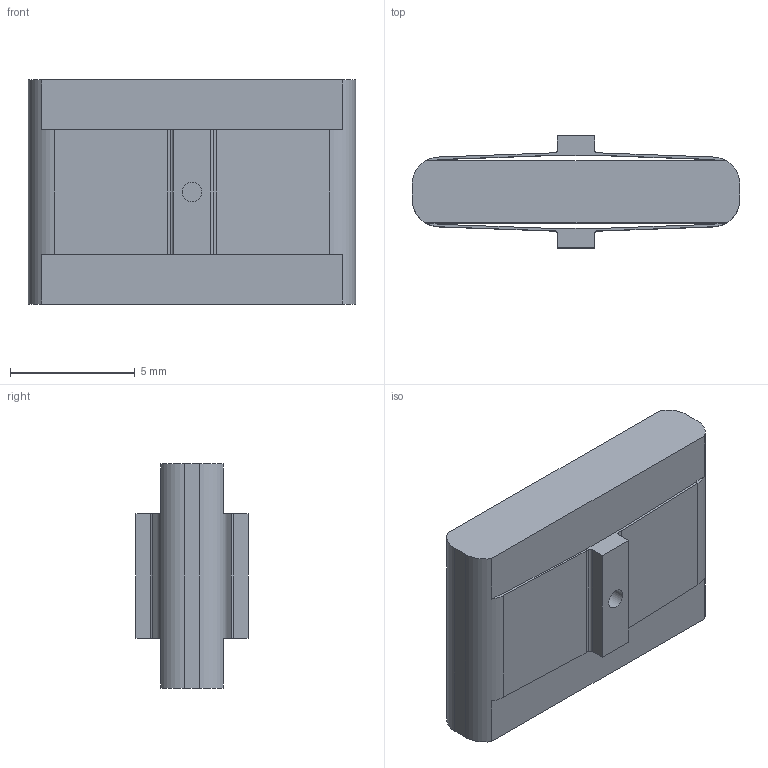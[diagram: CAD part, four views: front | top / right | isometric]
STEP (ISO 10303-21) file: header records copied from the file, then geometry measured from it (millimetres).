
FILE_DESCRIPTION (( 'STEP AP214' ), '1' );
FILE_NAME ('001486-ICD-02.STEP', '2023-11-20T10:48:46', ( '' ), ( '' ), 'SwSTEP 2.0', 'SolidWorks 2021', '' );
FILE_SCHEMA (( 'AUTOMOTIVE_DESIGN' ));
Length unit declared in the file: millimetre
Products named in the file (2): 001636; 001486-ICD-02
Assembly tree (1 placements, depth 2):
  001486-ICD-02
    001636
Bounding box: 13.16 x 4.5 x 9 mm (x, y, z)
Volume: 312 mm3; surface area: 583.1 mm2
Topology: 1 solids, 1 shells, 48 faces, 151 edges, 101 vertices
Faces by surface type: plane 26, cylinder 22
Full cylindrical faces by diameter (mm): 0.8 x2
Entity records: 1758 total; most frequent: DIRECTION 304, CARTESIAN_POINT 300, ORIENTED_EDGE 296, EDGE_CURVE 148, AXIS2_PLACEMENT_3D 104, VERTEX_POINT 100, LINE 96, VECTOR 96
